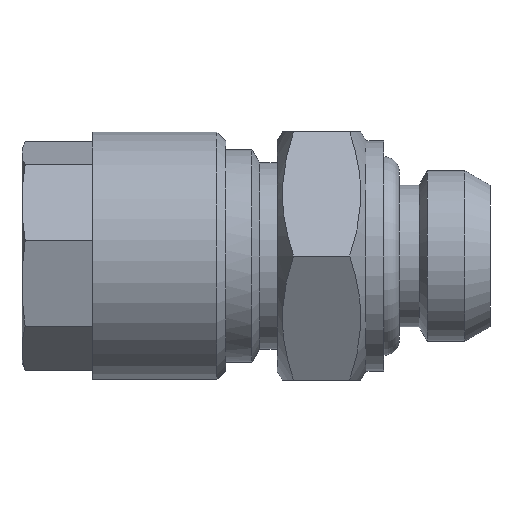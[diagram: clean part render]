
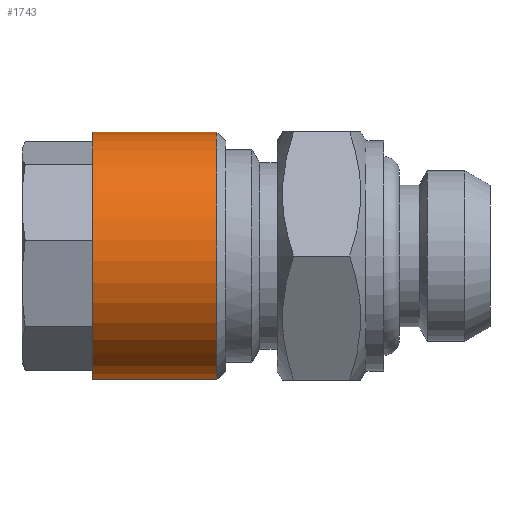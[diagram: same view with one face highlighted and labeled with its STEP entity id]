
A CAD part, left-side view. The second image highlights one B-rep face of the part: STEP entity #1743.
In plain terms, the highlighted cylindrical face has radius 7 mm (diameter 14 mm), a partial arc.
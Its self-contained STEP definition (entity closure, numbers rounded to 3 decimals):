
#358 = LINE ( 'NONE', #803, #363 ) ;
#361 = LINE ( 'NONE', #807, #366 ) ;
#363 = VECTOR ( 'NONE', #799, 1000. ) ;
#366 = VECTOR ( 'NONE', #774, 1000. ) ;
#406 = CIRCLE ( 'NONE', #1028, 7. ) ;
#407 = CIRCLE ( 'NONE', #1029, 7. ) ;
#718 = CARTESIAN_POINT ( 'NONE',  ( 0., 15.4, 0. ) ) ;
#719 = DIRECTION ( 'NONE',  ( 0., -1., 0. ) ) ;
#720 = DIRECTION ( 'NONE',  ( -0.131, 0., -0.991 ) ) ;
#723 = CARTESIAN_POINT ( 'NONE',  ( 0., 22.4, 0. ) ) ;
#724 = DIRECTION ( 'NONE',  ( 0., -1., 0. ) ) ;
#725 = DIRECTION ( 'NONE',  ( 0.131, 0., 0.991 ) ) ;
#774 = DIRECTION ( 'NONE',  ( 0., -1., 0. ) ) ;
#799 = DIRECTION ( 'NONE',  ( 0., -1., 0. ) ) ;
#803 = CARTESIAN_POINT ( 'NONE',  ( 0.914, 14.9, 6.94 ) ) ;
#807 = CARTESIAN_POINT ( 'NONE',  ( -0.914, 14.9, -6.94 ) ) ;
#1028 = AXIS2_PLACEMENT_3D ( 'NONE', #718, #719, #720 ) ;
#1029 = AXIS2_PLACEMENT_3D ( 'NONE', #723, #724, #725 ) ;
#1143 = CARTESIAN_POINT ( 'NONE',  ( 0., 14.9, 0. ) ) ;
#1144 = DIRECTION ( 'NONE',  ( 0., -1., 0. ) ) ;
#1152 = DIRECTION ( 'NONE',  ( -0.131, 0., -0.991 ) ) ;
#1351 = CARTESIAN_POINT ( 'NONE',  ( -0.914, 22.4, -6.94 ) ) ;
#1358 = CARTESIAN_POINT ( 'NONE',  ( 0.914, 22.4, 6.94 ) ) ;
#1461 = ORIENTED_EDGE ( 'NONE', *, *, #2223, .F. ) ;
#1462 = ORIENTED_EDGE ( 'NONE', *, *, #2274, .T. ) ;
#1463 = ORIENTED_EDGE ( 'NONE', *, *, #2225, .T. ) ;
#1464 = ORIENTED_EDGE ( 'NONE', *, *, #2273, .F. ) ;
#1545 = EDGE_LOOP ( 'NONE', ( #1461, #1462, #1463, #1464 ) ) ;
#1603 = VERTEX_POINT ( 'NONE', #1351 ) ;
#1612 = VERTEX_POINT ( 'NONE', #1358 ) ;
#1743 = ADVANCED_FACE ( 'NONE', ( #2622 ), #2042, .T. ) ;
#2014 = CARTESIAN_POINT ( 'NONE',  ( 0.914, 15.4, 6.94 ) ) ;
#2015 = CARTESIAN_POINT ( 'NONE',  ( -0.914, 15.4, -6.94 ) ) ;
#2042 = CYLINDRICAL_SURFACE ( 'NONE', #2383, 7. ) ;
#2223 = EDGE_CURVE ( 'NONE', #1612, #2507, #358, .T. ) ;
#2225 = EDGE_CURVE ( 'NONE', #1603, #2506, #361, .T. ) ;
#2273 = EDGE_CURVE ( 'NONE', #2507, #2506, #406, .T. ) ;
#2274 = EDGE_CURVE ( 'NONE', #1612, #1603, #407, .T. ) ;
#2383 = AXIS2_PLACEMENT_3D ( 'NONE', #1143, #1144, #1152 ) ;
#2506 = VERTEX_POINT ( 'NONE', #2015 ) ;
#2507 = VERTEX_POINT ( 'NONE', #2014 ) ;
#2622 = FACE_OUTER_BOUND ( 'NONE', #1545, .T. ) ;
